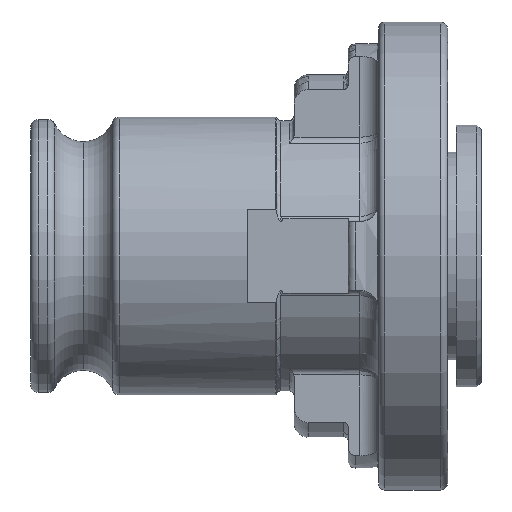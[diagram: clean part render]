
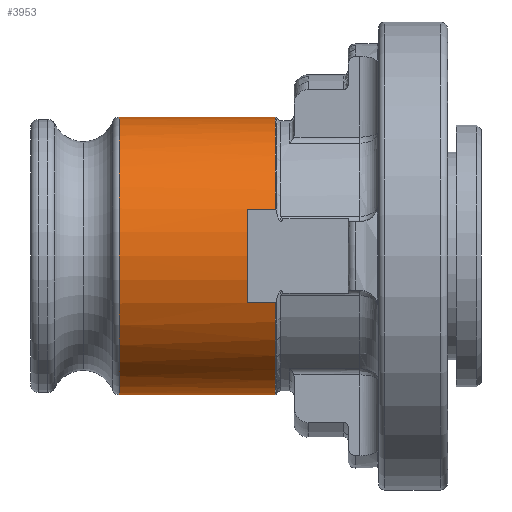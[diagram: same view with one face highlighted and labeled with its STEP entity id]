
A CAD part, front view. The second image highlights one B-rep face of the part: STEP entity #3953.
In plain terms, the highlighted cylindrical face has radius 9.5 mm (diameter 19 mm), a partial arc.
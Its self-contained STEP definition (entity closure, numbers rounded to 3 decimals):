
#57 = EDGE_CURVE ( 'NONE', #537, #1003, #924, .T. ) ;
#75 = DIRECTION ( 'NONE',  ( -1., 0., 0. ) ) ;
#76 = CARTESIAN_POINT ( 'NONE',  ( -29.89, 0., 9.5 ) ) ;
#132 = AXIS2_PLACEMENT_3D ( 'NONE', #3284, #3188, #3189 ) ;
#138 = EDGE_CURVE ( 'NONE', #457, #763, #769, .T. ) ;
#412 = VECTOR ( 'NONE', #75, 1000. ) ;
#457 = VERTEX_POINT ( 'NONE', #4298 ) ;
#495 = ORIENTED_EDGE ( 'NONE', *, *, #1175, .T. ) ;
#537 = VERTEX_POINT ( 'NONE', #4236 ) ;
#570 = ORIENTED_EDGE ( 'NONE', *, *, #1421, .F. ) ;
#650 = ORIENTED_EDGE ( 'NONE', *, *, #1431, .F. ) ;
#656 = ORIENTED_EDGE ( 'NONE', *, *, #1079, .T. ) ;
#723 = ORIENTED_EDGE ( 'NONE', *, *, #138, .F. ) ;
#763 = VERTEX_POINT ( 'NONE', #4106 ) ;
#769 = LINE ( 'NONE', #3231, #826 ) ;
#799 = CIRCLE ( 'NONE', #4558, 9.5 ) ;
#810 = LINE ( 'NONE', #76, #412 ) ;
#826 = VECTOR ( 'NONE', #3270, 1000. ) ;
#832 = ORIENTED_EDGE ( 'NONE', *, *, #1449, .T. ) ;
#911 = VERTEX_POINT ( 'NONE', #4475 ) ;
#924 = CIRCLE ( 'NONE', #132, 9.5 ) ;
#946 = VERTEX_POINT ( 'NONE', #4468 ) ;
#966 = VERTEX_POINT ( 'NONE', #4470 ) ;
#990 = ORIENTED_EDGE ( 'NONE', *, *, #1476, .F. ) ;
#1003 = VERTEX_POINT ( 'NONE', #4440 ) ;
#1026 = ORIENTED_EDGE ( 'NONE', *, *, #57, .F. ) ;
#1027 = VERTEX_POINT ( 'NONE', #4437 ) ;
#1058 = CARTESIAN_POINT ( 'NONE',  ( -29.89, -8.95, -3.186 ) ) ;
#1062 = DIRECTION ( 'NONE',  ( 1., 0., 0. ) ) ;
#1079 = EDGE_CURVE ( 'NONE', #966, #911, #799, .T. ) ;
#1175 = EDGE_CURVE ( 'NONE', #911, #946, #810, .T. ) ;
#1244 = DIRECTION ( 'NONE',  ( 0., 0., 1. ) ) ;
#1245 = DIRECTION ( 'NONE',  ( -1., 0., 0. ) ) ;
#1246 = CARTESIAN_POINT ( 'NONE',  ( 6.063, 0., 0. ) ) ;
#1421 = EDGE_CURVE ( 'NONE', #763, #946, #4797, .T. ) ;
#1431 = EDGE_CURVE ( 'NONE', #1003, #1027, #4821, .T. ) ;
#1449 = EDGE_CURVE ( 'NONE', #457, #1027, #4703, .T. ) ;
#1476 = EDGE_CURVE ( 'NONE', #966, #537, #4668, .T. ) ;
#1996 = CARTESIAN_POINT ( 'NONE',  ( 16.727, 0., 0. ) ) ;
#1997 = DIRECTION ( 'NONE',  ( -1., 0., 0. ) ) ;
#1998 = DIRECTION ( 'NONE',  ( 0., 0., 1. ) ) ;
#2107 = CARTESIAN_POINT ( 'NONE',  ( -29.89, -8.95, 3.186 ) ) ;
#2108 = DIRECTION ( 'NONE',  ( -1., 0., 0. ) ) ;
#2243 = AXIS2_PLACEMENT_3D ( 'NONE', #1996, #1997, #1998 ) ;
#2296 = AXIS2_PLACEMENT_3D ( 'NONE', #2790, #2786, #2789 ) ;
#2510 = EDGE_LOOP ( 'NONE', ( #723, #832, #650, #1026, #990, #656, #495, #570 ) ) ;
#2786 = DIRECTION ( 'NONE',  ( -1., 0., 0. ) ) ;
#2789 = DIRECTION ( 'NONE',  ( 0., 0., 1. ) ) ;
#2790 = CARTESIAN_POINT ( 'NONE',  ( -29.89, 0., 0. ) ) ;
#3188 = DIRECTION ( 'NONE',  ( 1., 0., 0. ) ) ;
#3189 = DIRECTION ( 'NONE',  ( 0., 0., -1. ) ) ;
#3231 = CARTESIAN_POINT ( 'NONE',  ( -29.89, 0., -9.5 ) ) ;
#3270 = DIRECTION ( 'NONE',  ( -1., 0., 0. ) ) ;
#3284 = CARTESIAN_POINT ( 'NONE',  ( 14.8, 0., 0. ) ) ;
#3372 = AXIS2_PLACEMENT_3D ( 'NONE', #1246, #1245, #1244 ) ;
#3953 = ADVANCED_FACE ( 'NONE', ( #4573 ), #4569, .T. ) ;
#4106 = CARTESIAN_POINT ( 'NONE',  ( 6.063, 0., -9.5 ) ) ;
#4236 = CARTESIAN_POINT ( 'NONE',  ( 14.8, -8.95, 3.186 ) ) ;
#4250 = DIRECTION ( 'NONE',  ( 0., 0., 1. ) ) ;
#4251 = DIRECTION ( 'NONE',  ( -1., 0., 0. ) ) ;
#4252 = CARTESIAN_POINT ( 'NONE',  ( 16.727, 0., 0. ) ) ;
#4298 = CARTESIAN_POINT ( 'NONE',  ( 16.727, 0., -9.5 ) ) ;
#4437 = CARTESIAN_POINT ( 'NONE',  ( 16.727, -8.95, -3.186 ) ) ;
#4440 = CARTESIAN_POINT ( 'NONE',  ( 14.8, -8.95, -3.186 ) ) ;
#4468 = CARTESIAN_POINT ( 'NONE',  ( 6.063, 0., 9.5 ) ) ;
#4470 = CARTESIAN_POINT ( 'NONE',  ( 16.727, -8.95, 3.186 ) ) ;
#4475 = CARTESIAN_POINT ( 'NONE',  ( 16.727, 0., 9.5 ) ) ;
#4558 = AXIS2_PLACEMENT_3D ( 'NONE', #4252, #4251, #4250 ) ;
#4569 = CYLINDRICAL_SURFACE ( 'NONE', #2296, 9.5 ) ;
#4573 = FACE_OUTER_BOUND ( 'NONE', #2510, .T. ) ;
#4662 = VECTOR ( 'NONE', #2108, 1000. ) ;
#4668 = LINE ( 'NONE', #2107, #4662 ) ;
#4703 = CIRCLE ( 'NONE', #2243, 9.5 ) ;
#4762 = VECTOR ( 'NONE', #1062, 1000. ) ;
#4797 = CIRCLE ( 'NONE', #3372, 9.5 ) ;
#4821 = LINE ( 'NONE', #1058, #4762 ) ;
